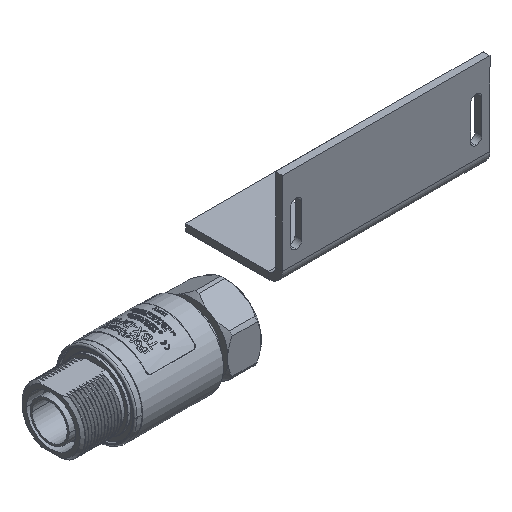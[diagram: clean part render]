
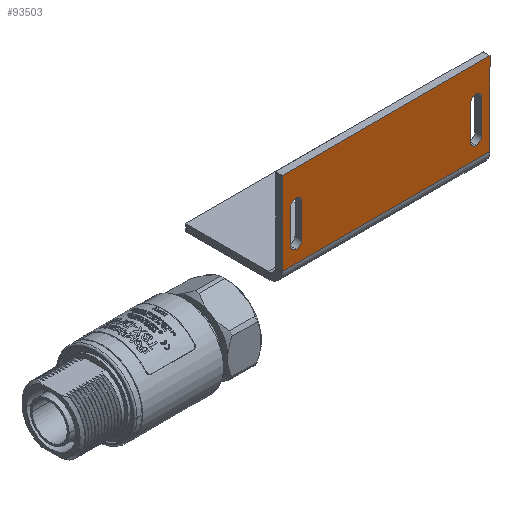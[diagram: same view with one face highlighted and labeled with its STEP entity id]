
A CAD part, isometric view. The second image highlights one B-rep face of the part: STEP entity #93503.
In plain terms, the highlighted face is planar.
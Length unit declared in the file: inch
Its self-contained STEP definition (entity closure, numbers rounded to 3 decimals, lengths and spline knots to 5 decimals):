
#675 = EDGE_CURVE ( 'NONE', #85091, #17767, #85288, .T. ) ;
#3231 = DIRECTION ( 'NONE',  ( 0., -1., 0. ) ) ;
#3350 = CARTESIAN_POINT ( 'NONE',  ( 0., 1.175, -1.727 ) ) ;
#3819 = VERTEX_POINT ( 'NONE', #95733 ) ;
#4409 = CIRCLE ( 'NONE', #103173, 0.102 ) ;
#5238 = DIRECTION ( 'NONE',  ( 1., 0., 0. ) ) ;
#5416 = EDGE_CURVE ( 'NONE', #81355, #3819, #14540, .T. ) ;
#5528 = CARTESIAN_POINT ( 'NONE',  ( 0., 1.175, 1.523 ) ) ;
#5534 = ORIENTED_EDGE ( 'NONE', *, *, #65325, .T. ) ;
#8140 = CIRCLE ( 'NONE', #113467, 0.102 ) ;
#8216 = DIRECTION ( 'NONE',  ( 0., -1., 0. ) ) ;
#8614 = VERTEX_POINT ( 'NONE', #28360 ) ;
#9029 = ORIENTED_EDGE ( 'NONE', *, *, #69154, .T. ) ;
#12173 = CARTESIAN_POINT ( 'NONE',  ( 0., 0.575, -1.625 ) ) ;
#14114 = VERTEX_POINT ( 'NONE', #92038 ) ;
#14540 = LINE ( 'NONE', #59083, #92904 ) ;
#15206 = AXIS2_PLACEMENT_3D ( 'NONE', #20951, #44957, #32644 ) ;
#16120 = VECTOR ( 'NONE', #38997, 39.37008 ) ;
#17767 = VERTEX_POINT ( 'NONE', #122088 ) ;
#17956 = CARTESIAN_POINT ( 'NONE',  ( 0., 0.575, -1.625 ) ) ;
#20630 = AXIS2_PLACEMENT_3D ( 'NONE', #17956, #111395, #59197 ) ;
#20951 = CARTESIAN_POINT ( 'NONE',  ( 0., 1.175, -1.625 ) ) ;
#21486 = ORIENTED_EDGE ( 'NONE', *, *, #88049, .T. ) ;
#21646 = EDGE_CURVE ( 'NONE', #116605, #3819, #80849, .T. ) ;
#26606 = VECTOR ( 'NONE', #125973, 39.37008 ) ;
#26820 = LINE ( 'NONE', #48090, #38446 ) ;
#28021 = VECTOR ( 'NONE', #128348, 39.37008 ) ;
#28360 = CARTESIAN_POINT ( 'NONE',  ( 0., 0.473, 1.625 ) ) ;
#28537 = EDGE_CURVE ( 'NONE', #93558, #81355, #74572, .T. ) ;
#31233 = DIRECTION ( 'NONE',  ( 0., -1., 0. ) ) ;
#32644 = DIRECTION ( 'NONE',  ( 0., -1., 0. ) ) ;
#34162 = ORIENTED_EDGE ( 'NONE', *, *, #131509, .T. ) ;
#35023 = VERTEX_POINT ( 'NONE', #44011 ) ;
#36033 = DIRECTION ( 'NONE',  ( 0., -1., 0. ) ) ;
#36137 = PLANE ( 'NONE',  #90736 ) ;
#37756 = DIRECTION ( 'NONE',  ( 0., -1., 0. ) ) ;
#38446 = VECTOR ( 'NONE', #8216, 39.37008 ) ;
#38997 = DIRECTION ( 'NONE',  ( 0., 0., -1. ) ) ;
#40737 = CARTESIAN_POINT ( 'NONE',  ( 0., 0.575, 1.523 ) ) ;
#41238 = VERTEX_POINT ( 'NONE', #78688 ) ;
#44011 = CARTESIAN_POINT ( 'NONE',  ( 0., 0.575, -1.523 ) ) ;
#44831 = VERTEX_POINT ( 'NONE', #40737 ) ;
#44957 = DIRECTION ( 'NONE',  ( -1., 0., 0. ) ) ;
#46519 = EDGE_LOOP ( 'NONE', ( #109376, #21486, #74118, #5534, #120529 ) ) ;
#47696 = EDGE_CURVE ( 'NONE', #35023, #41238, #101641, .T. ) ;
#48090 = CARTESIAN_POINT ( 'NONE',  ( 0., 1.75, 1.875 ) ) ;
#49117 = DIRECTION ( 'NONE',  ( 0., 1., 0. ) ) ;
#51160 = DIRECTION ( 'NONE',  ( 0., 0., -1. ) ) ;
#51309 = ORIENTED_EDGE ( 'NONE', *, *, #104376, .T. ) ;
#52402 = LINE ( 'NONE', #126636, #26606 ) ;
#53629 = AXIS2_PLACEMENT_3D ( 'NONE', #64056, #105964, #63370 ) ;
#55531 = LINE ( 'NONE', #3350, #57425 ) ;
#56786 = EDGE_CURVE ( 'NONE', #14114, #134499, #79564, .T. ) ;
#57425 = VECTOR ( 'NONE', #78893, 39.37008 ) ;
#58793 = FACE_OUTER_BOUND ( 'NONE', #131348, .T. ) ;
#59046 = VECTOR ( 'NONE', #51160, 39.37008 ) ;
#59083 = CARTESIAN_POINT ( 'NONE',  ( 0., 1.75, -1.875 ) ) ;
#59197 = DIRECTION ( 'NONE',  ( 0., -1., 0. ) ) ;
#59578 = CARTESIAN_POINT ( 'NONE',  ( 0., 1.175, 1.727 ) ) ;
#60386 = CARTESIAN_POINT ( 'NONE',  ( 0., 1.175, -1.523 ) ) ;
#62629 = ORIENTED_EDGE ( 'NONE', *, *, #86132, .T. ) ;
#63370 = DIRECTION ( 'NONE',  ( 0., -1., 0. ) ) ;
#64056 = CARTESIAN_POINT ( 'NONE',  ( 0., 1.175, 1.625 ) ) ;
#65325 = EDGE_CURVE ( 'NONE', #17767, #35023, #79914, .T. ) ;
#69154 = EDGE_CURVE ( 'NONE', #44831, #8614, #8140, .T. ) ;
#70300 = VERTEX_POINT ( 'NONE', #72788 ) ;
#70629 = CARTESIAN_POINT ( 'NONE',  ( 0., 1.75, 1.875 ) ) ;
#71895 = EDGE_LOOP ( 'NONE', ( #51309, #62629, #9029, #34162, #84710 ) ) ;
#72788 = CARTESIAN_POINT ( 'NONE',  ( 0., 1.175, -1.727 ) ) ;
#74118 = ORIENTED_EDGE ( 'NONE', *, *, #675, .T. ) ;
#74572 = LINE ( 'NONE', #70629, #16120 ) ;
#78096 = VERTEX_POINT ( 'NONE', #5528 ) ;
#78688 = CARTESIAN_POINT ( 'NONE',  ( 0., 1.175, -1.523 ) ) ;
#78742 = CIRCLE ( 'NONE', #15206, 0.102 ) ;
#78893 = DIRECTION ( 'NONE',  ( 0., -1., 0. ) ) ;
#79564 = LINE ( 'NONE', #59578, #84641 ) ;
#79914 = CIRCLE ( 'NONE', #20630, 0.102 ) ;
#80849 = LINE ( 'NONE', #103489, #59046 ) ;
#81355 = VERTEX_POINT ( 'NONE', #81772 ) ;
#81481 = CARTESIAN_POINT ( 'NONE',  ( 0., 1.75, 1.875 ) ) ;
#81772 = CARTESIAN_POINT ( 'NONE',  ( 0., 1.75, -1.875 ) ) ;
#83611 = EDGE_CURVE ( 'NONE', #41238, #70300, #78742, .T. ) ;
#84641 = VECTOR ( 'NONE', #102857, 39.37008 ) ;
#84710 = ORIENTED_EDGE ( 'NONE', *, *, #56786, .T. ) ;
#85091 = VERTEX_POINT ( 'NONE', #122971 ) ;
#85288 = CIRCLE ( 'NONE', #98416, 0.102 ) ;
#86132 = EDGE_CURVE ( 'NONE', #78096, #44831, #52402, .T. ) ;
#88049 = EDGE_CURVE ( 'NONE', #70300, #85091, #55531, .T. ) ;
#88413 = FACE_BOUND ( 'NONE', #71895, .T. ) ;
#90736 = AXIS2_PLACEMENT_3D ( 'NONE', #111656, #5238, #49117 ) ;
#90957 = CARTESIAN_POINT ( 'NONE',  ( 0., 0.575, 1.625 ) ) ;
#92038 = CARTESIAN_POINT ( 'NONE',  ( 0., 0.575, 1.727 ) ) ;
#92904 = VECTOR ( 'NONE', #37756, 39.37008 ) ;
#93503 = ADVANCED_FACE ( 'NONE', ( #88413, #130299, #58793 ), #36137, .T. ) ;
#93558 = VERTEX_POINT ( 'NONE', #81481 ) ;
#95733 = CARTESIAN_POINT ( 'NONE',  ( 0., 0.25, -1.875 ) ) ;
#98416 = AXIS2_PLACEMENT_3D ( 'NONE', #12173, #117312, #3231 ) ;
#101426 = ORIENTED_EDGE ( 'NONE', *, *, #124838, .T. ) ;
#101641 = LINE ( 'NONE', #60386, #28021 ) ;
#102857 = DIRECTION ( 'NONE',  ( 0., 1., 0. ) ) ;
#103173 = AXIS2_PLACEMENT_3D ( 'NONE', #90957, #109553, #36033 ) ;
#103489 = CARTESIAN_POINT ( 'NONE',  ( 0., 0.25, 1.875 ) ) ;
#104376 = EDGE_CURVE ( 'NONE', #134499, #78096, #126148, .T. ) ;
#104883 = ORIENTED_EDGE ( 'NONE', *, *, #21646, .T. ) ;
#105964 = DIRECTION ( 'NONE',  ( -1., 0., 0. ) ) ;
#109376 = ORIENTED_EDGE ( 'NONE', *, *, #83611, .T. ) ;
#109382 = ORIENTED_EDGE ( 'NONE', *, *, #5416, .F. ) ;
#109553 = DIRECTION ( 'NONE',  ( -1., 0., 0. ) ) ;
#111395 = DIRECTION ( 'NONE',  ( -1., 0., 0. ) ) ;
#111656 = CARTESIAN_POINT ( 'NONE',  ( 0., 1.75, 1.875 ) ) ;
#113467 = AXIS2_PLACEMENT_3D ( 'NONE', #113648, #124682, #31233 ) ;
#113648 = CARTESIAN_POINT ( 'NONE',  ( 0., 0.575, 1.625 ) ) ;
#116605 = VERTEX_POINT ( 'NONE', #127718 ) ;
#117312 = DIRECTION ( 'NONE',  ( -1., 0., 0. ) ) ;
#120529 = ORIENTED_EDGE ( 'NONE', *, *, #47696, .T. ) ;
#122088 = CARTESIAN_POINT ( 'NONE',  ( 0., 0.473, -1.625 ) ) ;
#122971 = CARTESIAN_POINT ( 'NONE',  ( 0., 0.575, -1.727 ) ) ;
#124682 = DIRECTION ( 'NONE',  ( -1., 0., 0. ) ) ;
#124838 = EDGE_CURVE ( 'NONE', #93558, #116605, #26820, .T. ) ;
#125138 = ORIENTED_EDGE ( 'NONE', *, *, #28537, .F. ) ;
#125973 = DIRECTION ( 'NONE',  ( 0., -1., 0. ) ) ;
#126148 = CIRCLE ( 'NONE', #53629, 0.102 ) ;
#126282 = CARTESIAN_POINT ( 'NONE',  ( 0., 1.175, 1.727 ) ) ;
#126636 = CARTESIAN_POINT ( 'NONE',  ( 0., 1.175, 1.523 ) ) ;
#127718 = CARTESIAN_POINT ( 'NONE',  ( 0., 0.25, 1.875 ) ) ;
#128348 = DIRECTION ( 'NONE',  ( 0., 1., 0. ) ) ;
#130299 = FACE_BOUND ( 'NONE', #46519, .T. ) ;
#131348 = EDGE_LOOP ( 'NONE', ( #104883, #109382, #125138, #101426 ) ) ;
#131509 = EDGE_CURVE ( 'NONE', #8614, #14114, #4409, .T. ) ;
#134499 = VERTEX_POINT ( 'NONE', #126282 ) ;
